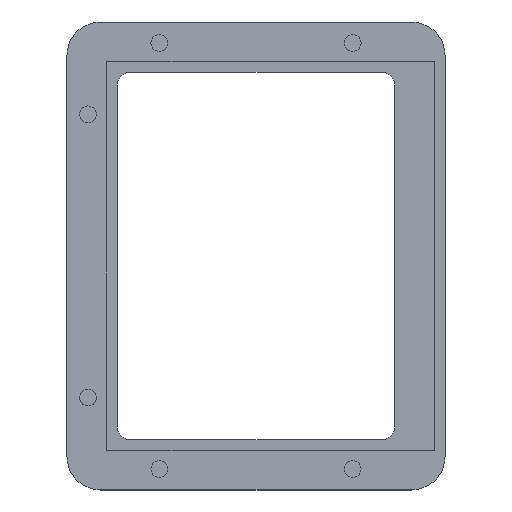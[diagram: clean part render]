
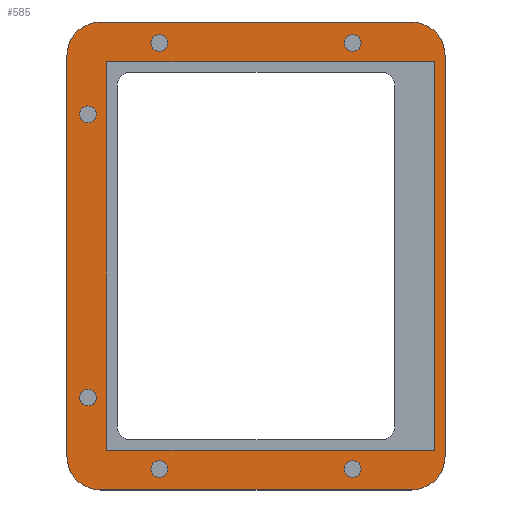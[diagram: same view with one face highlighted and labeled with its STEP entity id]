
A CAD part, top view. The second image highlights one B-rep face of the part: STEP entity #585.
In plain terms, the highlighted planar face has unit normal (0, 0, 1).
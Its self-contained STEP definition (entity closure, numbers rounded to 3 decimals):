
#16=FACE_BOUND('',#115,.T.);
#17=FACE_BOUND('',#116,.T.);
#18=FACE_BOUND('',#117,.T.);
#19=FACE_BOUND('',#118,.T.);
#20=FACE_BOUND('',#119,.T.);
#21=FACE_BOUND('',#120,.T.);
#22=FACE_BOUND('',#121,.T.);
#43=PLANE('',#662);
#78=FACE_OUTER_BOUND('',#114,.T.);
#114=EDGE_LOOP('',(#504,#505,#506,#507,#508,#509,#510,#511));
#115=EDGE_LOOP('',(#512));
#116=EDGE_LOOP('',(#513));
#117=EDGE_LOOP('',(#514));
#118=EDGE_LOOP('',(#515));
#119=EDGE_LOOP('',(#516));
#120=EDGE_LOOP('',(#517));
#121=EDGE_LOOP('',(#518,#519,#520,#521));
#130=LINE('',#888,#180);
#134=LINE('',#896,#184);
#137=LINE('',#902,#187);
#140=LINE('',#907,#190);
#160=LINE('',#965,#210);
#164=LINE('',#977,#214);
#168=LINE('',#989,#218);
#172=LINE('',#1001,#222);
#180=VECTOR('',#722,10.);
#184=VECTOR('',#728,10.);
#187=VECTOR('',#733,10.);
#190=VECTOR('',#738,10.);
#210=VECTOR('',#794,10.);
#214=VECTOR('',#806,10.);
#218=VECTOR('',#818,10.);
#222=VECTOR('',#830,10.);
#225=CIRCLE('',#603,2.);
#227=CIRCLE('',#607,2.);
#229=CIRCLE('',#611,2.);
#231=CIRCLE('',#615,2.);
#233=CIRCLE('',#619,2.);
#235=CIRCLE('',#623,2.);
#245=CIRCLE('',#649,8.);
#247=CIRCLE('',#653,8.);
#249=CIRCLE('',#657,8.);
#251=CIRCLE('',#661,8.);
#253=VERTEX_POINT('',#846);
#255=VERTEX_POINT('',#853);
#257=VERTEX_POINT('',#860);
#259=VERTEX_POINT('',#867);
#261=VERTEX_POINT('',#874);
#263=VERTEX_POINT('',#881);
#264=VERTEX_POINT('',#886);
#265=VERTEX_POINT('',#887);
#268=VERTEX_POINT('',#895);
#270=VERTEX_POINT('',#901);
#290=VERTEX_POINT('',#962);
#291=VERTEX_POINT('',#964);
#293=VERTEX_POINT('',#970);
#295=VERTEX_POINT('',#976);
#297=VERTEX_POINT('',#982);
#299=VERTEX_POINT('',#988);
#301=VERTEX_POINT('',#994);
#303=VERTEX_POINT('',#1000);
#306=EDGE_CURVE('',#253,#253,#225,.T.);
#309=EDGE_CURVE('',#255,#255,#227,.T.);
#312=EDGE_CURVE('',#257,#257,#229,.T.);
#315=EDGE_CURVE('',#259,#259,#231,.T.);
#318=EDGE_CURVE('',#261,#261,#233,.T.);
#321=EDGE_CURVE('',#263,#263,#235,.T.);
#322=EDGE_CURVE('',#264,#265,#130,.T.);
#326=EDGE_CURVE('',#268,#264,#134,.T.);
#329=EDGE_CURVE('',#270,#268,#137,.T.);
#332=EDGE_CURVE('',#265,#270,#140,.T.);
#360=EDGE_CURVE('',#291,#290,#160,.T.);
#363=EDGE_CURVE('',#293,#291,#245,.T.);
#366=EDGE_CURVE('',#295,#293,#164,.T.);
#369=EDGE_CURVE('',#297,#295,#247,.T.);
#372=EDGE_CURVE('',#299,#297,#168,.T.);
#375=EDGE_CURVE('',#301,#299,#249,.T.);
#378=EDGE_CURVE('',#303,#301,#172,.T.);
#381=EDGE_CURVE('',#290,#303,#251,.T.);
#504=ORIENTED_EDGE('',*,*,#381,.T.);
#505=ORIENTED_EDGE('',*,*,#378,.T.);
#506=ORIENTED_EDGE('',*,*,#375,.T.);
#507=ORIENTED_EDGE('',*,*,#372,.T.);
#508=ORIENTED_EDGE('',*,*,#369,.T.);
#509=ORIENTED_EDGE('',*,*,#366,.T.);
#510=ORIENTED_EDGE('',*,*,#363,.T.);
#511=ORIENTED_EDGE('',*,*,#360,.T.);
#512=ORIENTED_EDGE('',*,*,#306,.T.);
#513=ORIENTED_EDGE('',*,*,#309,.T.);
#514=ORIENTED_EDGE('',*,*,#312,.T.);
#515=ORIENTED_EDGE('',*,*,#315,.T.);
#516=ORIENTED_EDGE('',*,*,#318,.T.);
#517=ORIENTED_EDGE('',*,*,#321,.T.);
#518=ORIENTED_EDGE('',*,*,#322,.T.);
#519=ORIENTED_EDGE('',*,*,#332,.T.);
#520=ORIENTED_EDGE('',*,*,#329,.T.);
#521=ORIENTED_EDGE('',*,*,#326,.T.);
#585=ADVANCED_FACE('',(#78,#16,#17,#18,#19,#20,#21,#22),#43,.T.);
#603=AXIS2_PLACEMENT_3D('',#848,#671,#672);
#607=AXIS2_PLACEMENT_3D('',#855,#680,#681);
#611=AXIS2_PLACEMENT_3D('',#862,#689,#690);
#615=AXIS2_PLACEMENT_3D('',#869,#698,#699);
#619=AXIS2_PLACEMENT_3D('',#876,#707,#708);
#623=AXIS2_PLACEMENT_3D('',#883,#716,#717);
#649=AXIS2_PLACEMENT_3D('',#971,#800,#801);
#653=AXIS2_PLACEMENT_3D('',#983,#812,#813);
#657=AXIS2_PLACEMENT_3D('',#995,#824,#825);
#661=AXIS2_PLACEMENT_3D('',#1005,#836,#837);
#662=AXIS2_PLACEMENT_3D('',#1006,#838,#839);
#671=DIRECTION('center_axis',(0.,0.,-1.));
#672=DIRECTION('ref_axis',(-1.,0.,0.));
#680=DIRECTION('center_axis',(0.,0.,-1.));
#681=DIRECTION('ref_axis',(-1.,0.,0.));
#689=DIRECTION('center_axis',(0.,0.,-1.));
#690=DIRECTION('ref_axis',(-1.,0.,0.));
#698=DIRECTION('center_axis',(0.,0.,-1.));
#699=DIRECTION('ref_axis',(-1.,0.,0.));
#707=DIRECTION('center_axis',(0.,0.,-1.));
#708=DIRECTION('ref_axis',(-1.,0.,0.));
#716=DIRECTION('center_axis',(0.,0.,-1.));
#717=DIRECTION('ref_axis',(-1.,0.,0.));
#722=DIRECTION('',(0.,-1.,0.));
#728=DIRECTION('',(1.,0.,0.));
#733=DIRECTION('',(0.,1.,0.));
#738=DIRECTION('',(-1.,0.,0.));
#794=DIRECTION('',(0.,-1.,0.));
#800=DIRECTION('center_axis',(0.,0.,1.));
#801=DIRECTION('ref_axis',(0.,1.,0.));
#806=DIRECTION('',(-1.,0.,0.));
#812=DIRECTION('center_axis',(0.,0.,1.));
#813=DIRECTION('ref_axis',(1.,0.,0.));
#818=DIRECTION('',(0.,1.,0.));
#824=DIRECTION('center_axis',(0.,0.,1.));
#825=DIRECTION('ref_axis',(0.,-1.,0.));
#830=DIRECTION('',(1.,0.,0.));
#836=DIRECTION('center_axis',(0.,0.,1.));
#837=DIRECTION('ref_axis',(-1.,0.,0.));
#838=DIRECTION('center_axis',(0.,0.,1.));
#839=DIRECTION('ref_axis',(1.,0.,0.));
#846=CARTESIAN_POINT('',(57.629,5.,2.));
#848=CARTESIAN_POINT('Origin',(55.629,5.,2.));
#853=CARTESIAN_POINT('',(11.629,106.4,2.));
#855=CARTESIAN_POINT('Origin',(9.629,106.4,2.));
#860=CARTESIAN_POINT('',(-5.371,89.4,2.));
#862=CARTESIAN_POINT('Origin',(-7.371,89.4,2.));
#867=CARTESIAN_POINT('',(11.629,5.,2.));
#869=CARTESIAN_POINT('Origin',(9.629,5.,2.));
#874=CARTESIAN_POINT('',(57.629,106.4,2.));
#876=CARTESIAN_POINT('Origin',(55.629,106.4,2.));
#881=CARTESIAN_POINT('',(-5.371,22.,2.));
#883=CARTESIAN_POINT('Origin',(-7.371,22.,2.));
#886=CARTESIAN_POINT('',(75.129,101.9,2.));
#887=CARTESIAN_POINT('',(75.129,9.5,2.));
#888=CARTESIAN_POINT('',(75.129,78.8,2.));
#895=CARTESIAN_POINT('',(-2.871,101.9,2.));
#896=CARTESIAN_POINT('',(14.879,101.9,2.));
#901=CARTESIAN_POINT('',(-2.871,9.5,2.));
#902=CARTESIAN_POINT('',(-2.871,32.6,2.));
#907=CARTESIAN_POINT('',(53.879,9.5,2.));
#962=CARTESIAN_POINT('',(-12.371,8.,2.));
#964=CARTESIAN_POINT('',(-12.371,103.4,2.));
#965=CARTESIAN_POINT('',(-12.371,103.4,2.));
#970=CARTESIAN_POINT('',(-4.371,111.4,2.));
#971=CARTESIAN_POINT('Origin',(-4.371,103.4,2.));
#976=CARTESIAN_POINT('',(69.629,111.4,2.));
#977=CARTESIAN_POINT('',(69.629,111.4,2.));
#982=CARTESIAN_POINT('',(77.629,103.4,2.));
#983=CARTESIAN_POINT('Origin',(69.629,103.4,2.));
#988=CARTESIAN_POINT('',(77.629,8.,2.));
#989=CARTESIAN_POINT('',(77.629,8.,2.));
#994=CARTESIAN_POINT('',(69.629,0.,2.));
#995=CARTESIAN_POINT('Origin',(69.629,8.,2.));
#1000=CARTESIAN_POINT('',(-4.371,0.,2.));
#1001=CARTESIAN_POINT('',(-4.371,0.,2.));
#1005=CARTESIAN_POINT('Origin',(-4.371,8.,2.));
#1006=CARTESIAN_POINT('Origin',(32.629,55.7,2.));
